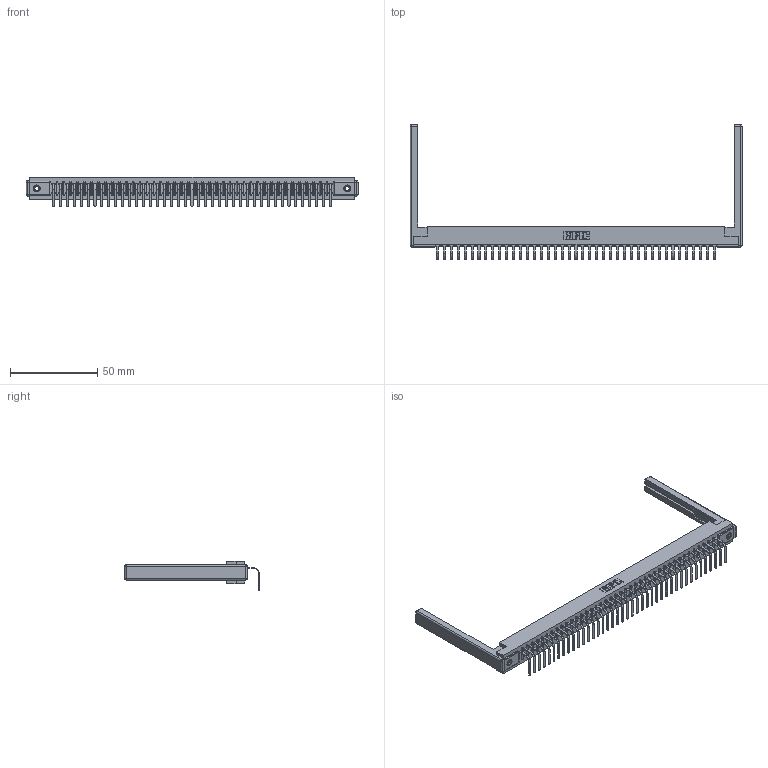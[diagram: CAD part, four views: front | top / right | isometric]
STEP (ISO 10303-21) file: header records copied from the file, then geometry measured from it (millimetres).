
FILE_DESCRIPTION (( 'STEP AP203' ), '1' );
FILE_NAME ('357-041-458-168.STEP', '2022-07-18T19:29:57', ( '' ), ( '' ), 'SwSTEP 2.0', 'SolidWorks 2020', '' );
FILE_SCHEMA (( 'CONFIG_CONTROL_DESIGN' ));
Length unit declared in the file: inch
Products named in the file (5): 307 Part_.156 Dia Mounting Holes; 307-290-001_558 - 2 (Single); 357-041-458-168; 307-220-068; 345-250-001_345-250-001-102
Assembly tree (46 placements, depth 2):
  357-041-458-168
    307 Part_.156 Dia Mounting Holes
    307-290-001_558 - 2 (Single)  x41
    307-220-068  x2
    345-250-001_345-250-001-102  x2
Bounding box: 189.89 x 76.75 x 16.8 mm (x, y, z)
Volume: 24267.9 mm3; surface area: 26200.9 mm2
Topology: 46 solids, 46 shells, 2774 faces, 7847 edges, 5042 vertices
Faces by surface type: plane 1757, cylinder 909, sphere 92, cone 12, torus 4
Entity records: 38135 total; most frequent: CARTESIAN_POINT 6389, ORIENTED_EDGE 6364, DIRECTION 6232, EDGE_CURVE 3182, LINE 2438, VECTOR 2438, VERTEX_POINT 2054, AXIS2_PLACEMENT_3D 1897
